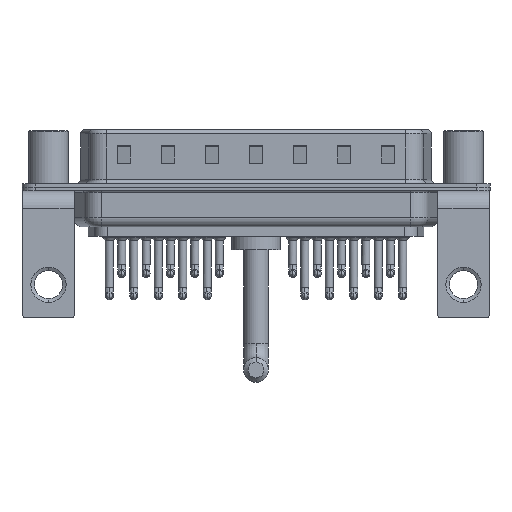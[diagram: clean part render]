
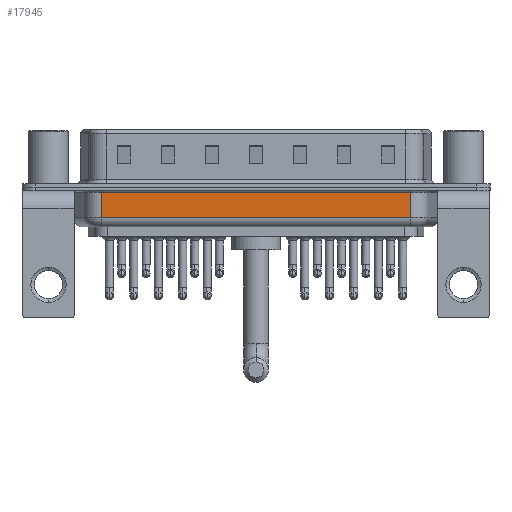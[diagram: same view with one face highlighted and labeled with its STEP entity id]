
A CAD part, front view. The second image highlights one B-rep face of the part: STEP entity #17945.
In plain terms, the highlighted planar face has unit normal (0, -1, 0).
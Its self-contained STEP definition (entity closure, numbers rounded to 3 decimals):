
#73 = CARTESIAN_POINT ( 'NONE',  ( 6.006, -5.35, -4.5 ) ) ;
#472 = EDGE_CURVE ( 'NONE', #1529, #8137, #12362, .T. ) ;
#1411 = LINE ( 'NONE', #3706, #20490 ) ;
#1529 = VERTEX_POINT ( 'NONE', #24439 ) ;
#2275 = EDGE_CURVE ( 'NONE', #8137, #12911, #1411, .T. ) ;
#2433 = VECTOR ( 'NONE', #26393, 1000. ) ;
#3483 = VECTOR ( 'NONE', #18950, 1000. ) ;
#3706 = CARTESIAN_POINT ( 'NONE',  ( 41.044, -5.35, -4.5 ) ) ;
#6421 = CARTESIAN_POINT ( 'NONE',  ( 6.006, -5.35, -0.65 ) ) ;
#7729 = DIRECTION ( 'NONE',  ( 0., 0., 1. ) ) ;
#8137 = VERTEX_POINT ( 'NONE', #19794 ) ;
#8272 = CARTESIAN_POINT ( 'NONE',  ( 6.006, -5.35, -4.5 ) ) ;
#8644 = VECTOR ( 'NONE', #23625, 1000. ) ;
#8704 = DIRECTION ( 'NONE',  ( 0., 0., 1. ) ) ;
#9932 = EDGE_CURVE ( 'NONE', #12911, #20712, #19634, .T. ) ;
#12362 = LINE ( 'NONE', #14788, #3483 ) ;
#12408 = AXIS2_PLACEMENT_3D ( 'NONE', #73, #26213, #8704 ) ;
#12735 = LINE ( 'NONE', #8272, #8644 ) ;
#12911 = VERTEX_POINT ( 'NONE', #14205 ) ;
#13177 = ORIENTED_EDGE ( 'NONE', *, *, #472, .T. ) ;
#14205 = CARTESIAN_POINT ( 'NONE',  ( 41.044, -5.35, -0.65 ) ) ;
#14788 = CARTESIAN_POINT ( 'NONE',  ( 6.006, -5.35, -3.5 ) ) ;
#17945 = ADVANCED_FACE ( 'NONE', ( #19605 ), #28368, .F. ) ;
#18950 = DIRECTION ( 'NONE',  ( 1., 0., 0. ) ) ;
#19542 = ORIENTED_EDGE ( 'NONE', *, *, #9932, .T. ) ;
#19605 = FACE_OUTER_BOUND ( 'NONE', #25745, .T. ) ;
#19634 = LINE ( 'NONE', #6421, #2433 ) ;
#19794 = CARTESIAN_POINT ( 'NONE',  ( 41.044, -5.35, -3.5 ) ) ;
#20473 = ORIENTED_EDGE ( 'NONE', *, *, #27272, .F. ) ;
#20490 = VECTOR ( 'NONE', #7729, 1000. ) ;
#20712 = VERTEX_POINT ( 'NONE', #23827 ) ;
#22773 = ORIENTED_EDGE ( 'NONE', *, *, #2275, .T. ) ;
#23625 = DIRECTION ( 'NONE',  ( 0., 0., 1. ) ) ;
#23827 = CARTESIAN_POINT ( 'NONE',  ( 6.006, -5.35, -0.65 ) ) ;
#24439 = CARTESIAN_POINT ( 'NONE',  ( 6.006, -5.35, -3.5 ) ) ;
#25745 = EDGE_LOOP ( 'NONE', ( #20473, #13177, #22773, #19542 ) ) ;
#26213 = DIRECTION ( 'NONE',  ( 0., 1., 0. ) ) ;
#26393 = DIRECTION ( 'NONE',  ( -1., 0., 0. ) ) ;
#27272 = EDGE_CURVE ( 'NONE', #1529, #20712, #12735, .T. ) ;
#28368 = PLANE ( 'NONE',  #12408 ) ;
